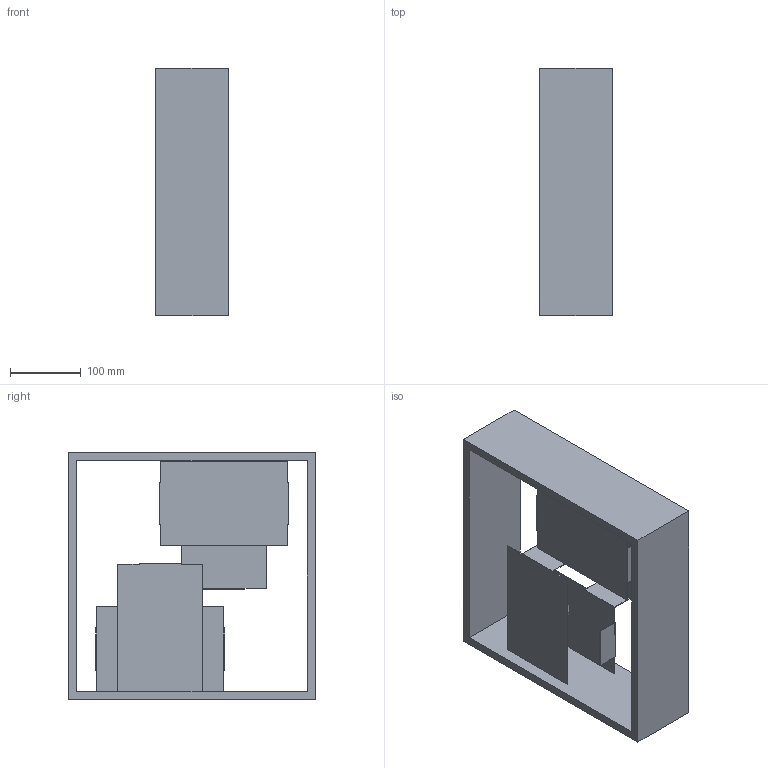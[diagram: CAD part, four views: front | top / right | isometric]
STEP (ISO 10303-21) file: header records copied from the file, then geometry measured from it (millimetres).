
FILE_DESCRIPTION(/* description */ (''),/* implementation_level */ '2;1');
FILE_NAME(/* name */ 'Fato_3D',/* time_stamp */ '2011-11-14T11:32:24+01:00',/* author */ (''),/* organization */ (''),/* preprocessor_version */ 'ST-DEVELOPER v10',/* originating_system */ '',/* authorisation */ '');
FILE_SCHEMA (('CONFIG_CONTROL_DESIGN'));
Length unit declared in the file: millimetre
Products named in the file (1): 1
Bounding box: 102 x 350 x 350 mm (x, y, z)
Volume: 1915221 mm3; surface area: 530959 mm2
Topology: 9 solids, 9 shells, 108 faces, 254 edges, 156 vertices
Faces by surface type: plane 76, bspline 32
Entity records: 3118 total; most frequent: CARTESIAN_POINT 1374, ORIENTED_EDGE 492, EDGE_CURVE 246, B_SPLINE_CURVE_WITH_KNOTS 186, VERTEX_POINT 156, EDGE_LOOP 110, ADVANCED_FACE 108, FACE_OUTER_BOUND 108
